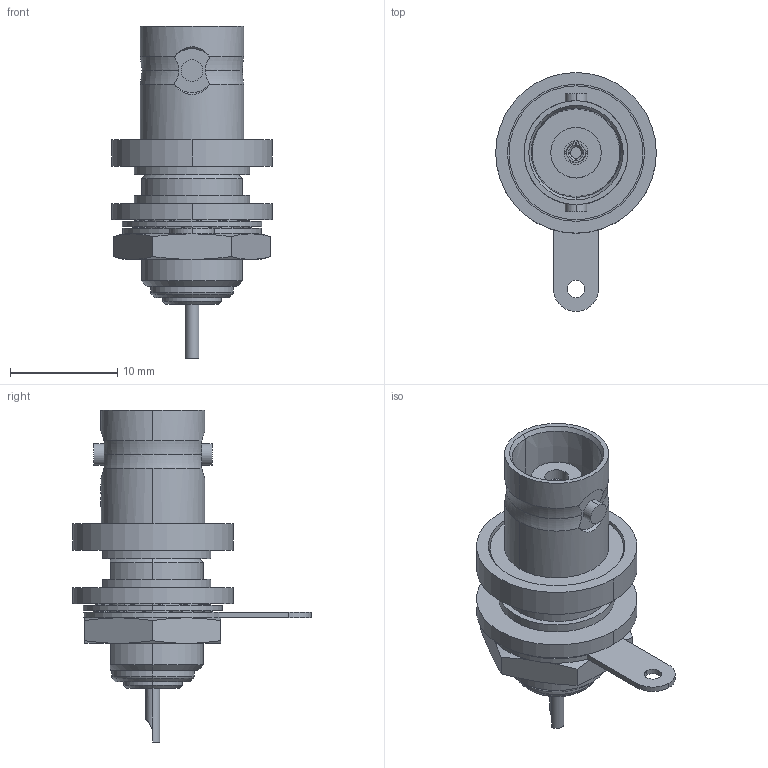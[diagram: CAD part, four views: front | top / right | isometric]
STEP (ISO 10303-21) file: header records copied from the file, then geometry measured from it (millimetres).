
FILE_DESCRIPTION (( 'STEP AP214' ), '1' );
FILE_NAME ('J01003C1286.STEP', '2018-07-12T13:24:17', ( '' ), ( '' ), 'SwSTEP 2.0', 'SolidWorks 2017', '' );
FILE_SCHEMA (( 'AUTOMOTIVE_DESIGN' ));
Length unit declared in the file: millimetre
Products named in the file (1): J01003C1286
Bounding box: 15 x 22.3 x 31 mm (x, y, z)
Volume: 2176.3 mm3; surface area: 2413.6 mm2
Topology: 2 solids, 2 shells, 289 faces, 705 edges, 445 vertices
Faces by surface type: plane 133, cylinder 67, cone 45, bspline 36, torus 8
Entity records: 12157 total; most frequent: CARTESIAN_POINT 2541, ORIENTED_EDGE 1410, DIRECTION 1260, EDGE_CURVE 705, AXIS2_PLACEMENT_3D 446, VERTEX_POINT 445, VECTOR 368, LINE 368
